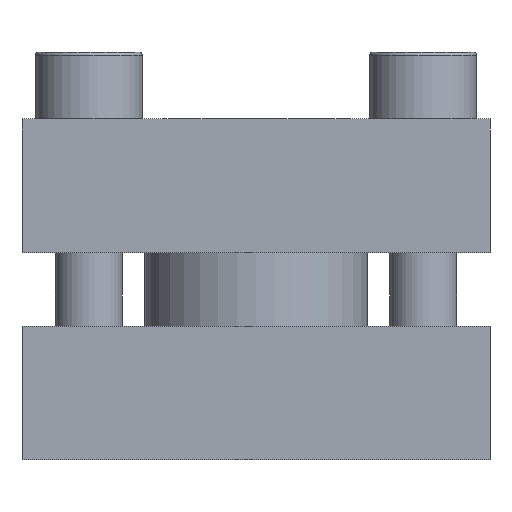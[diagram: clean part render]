
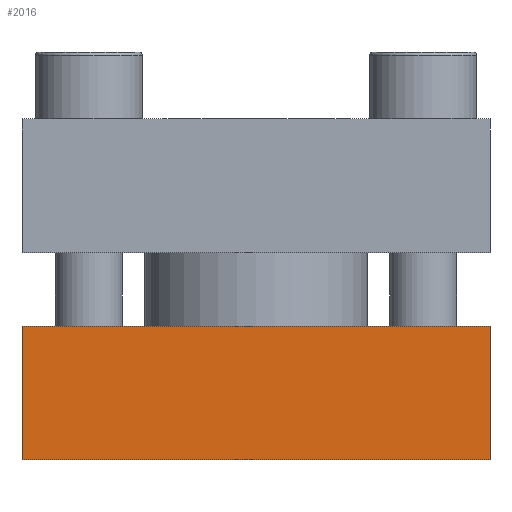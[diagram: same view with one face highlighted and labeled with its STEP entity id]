
A CAD part, front view. The second image highlights one B-rep face of the part: STEP entity #2016.
In plain terms, the highlighted planar face has unit normal (0, -1, 0).
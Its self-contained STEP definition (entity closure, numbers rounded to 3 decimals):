
#1951=CARTESIAN_POINT('',(-35.,-85.,-5.5));
#1952=VERTEX_POINT('',#1951);
#1953=CARTESIAN_POINT('',(35.,-85.,-5.5));
#1954=VERTEX_POINT('',#1953);
#1955=CARTESIAN_POINT('',(-35.,-85.,-5.5));
#1956=DIRECTION('',(1.,0.,0.));
#1957=VECTOR('',#1956,70.);
#1958=LINE('',#1955,#1957);
#1959=EDGE_CURVE('NONE',#1952,#1954,#1958,.T.);
#1986=CARTESIAN_POINT('',(-35.,-85.,-5.5));
#1987=DIRECTION('',(0.,1.,0.));
#1988=DIRECTION('',(-1.,0.,0.));
#1989=AXIS2_PLACEMENT_3D('',#1986,#1987,#1988);
#1990=PLANE('',#1989);
#1991=CARTESIAN_POINT('',(-35.,-85.,-25.5));
#1992=VERTEX_POINT('',#1991);
#1993=CARTESIAN_POINT('',(35.,-85.,-25.5));
#1994=VERTEX_POINT('',#1993);
#1995=CARTESIAN_POINT('',(-35.,-85.,-25.5));
#1996=DIRECTION('',(1.,-0.,-0.));
#1997=VECTOR('',#1996,70.);
#1998=LINE('',#1995,#1997);
#1999=EDGE_CURVE('NONE',#1992,#1994,#1998,.T.);
#2000=ORIENTED_EDGE('',*,*,#1999,.T.);
#2001=CARTESIAN_POINT('',(35.,-85.,-5.5));
#2002=DIRECTION('',(-0.,0.,-1.));
#2003=VECTOR('',#2002,20.);
#2004=LINE('',#2001,#2003);
#2005=EDGE_CURVE('NONE',#1954,#1994,#2004,.T.);
#2006=ORIENTED_EDGE('',*,*,#2005,.F.);
#2007=ORIENTED_EDGE('',*,*,#1959,.F.);
#2008=CARTESIAN_POINT('',(-35.,-85.,-5.5));
#2009=DIRECTION('',(-0.,0.,-1.));
#2010=VECTOR('',#2009,20.);
#2011=LINE('',#2008,#2010);
#2012=EDGE_CURVE('NONE',#1952,#1992,#2011,.T.);
#2013=ORIENTED_EDGE('',*,*,#2012,.T.);
#2014=EDGE_LOOP('',(#2000,#2006,#2007,#2013));
#2015=FACE_BOUND('',#2014,.T.);
#2016=ADVANCED_FACE('NONE',(#2015),#1990,.F.);
